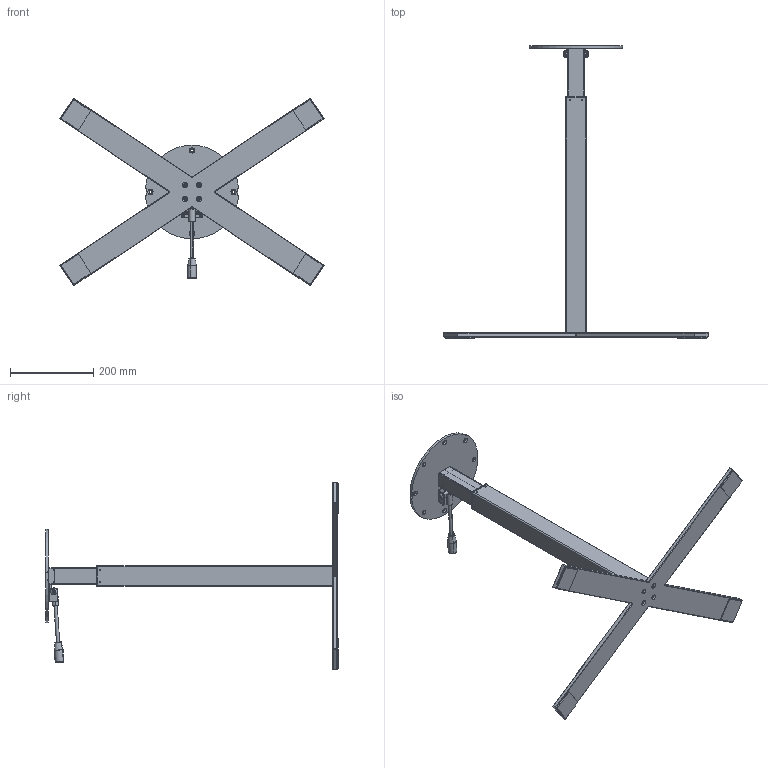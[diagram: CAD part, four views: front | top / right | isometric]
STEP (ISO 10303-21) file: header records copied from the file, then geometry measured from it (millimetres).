
FILE_DESCRIPTION (( 'STEP AP203' ), '1' );
FILE_NAME ('50323x_Pelarstativ 730, spak, Stå_Sitt.STEP', '2019-02-28T15:01:43', ( '' ), ( '' ), 'SwSTEP 2.0', 'SolidWorks 2017', '' );
FILE_SCHEMA (( 'CONFIG_CONTROL_DESIGN' ));
Length unit declared in the file: millimetre
Products named in the file (1): 50323x_Pelarstativ 730, spak, Stå_Sitt
Bounding box: 634.89 x 702.45 x 450.94 mm (x, y, z)
Surface area: 589846.3 mm2 (no closed solid volume)
Topology: 0 solids, 37 shells, 292 faces, 921 edges, 649 vertices
Faces by surface type: cylinder 129, plane 115, cone 26, torus 14, sphere 4, bspline 4
Entity records: 10390 total; most frequent: CARTESIAN_POINT 1971, DIRECTION 1881, ORIENTED_EDGE 1438, EDGE_CURVE 921, AXIS2_PLACEMENT_3D 687, VERTEX_POINT 649, LINE 507, VECTOR 507
